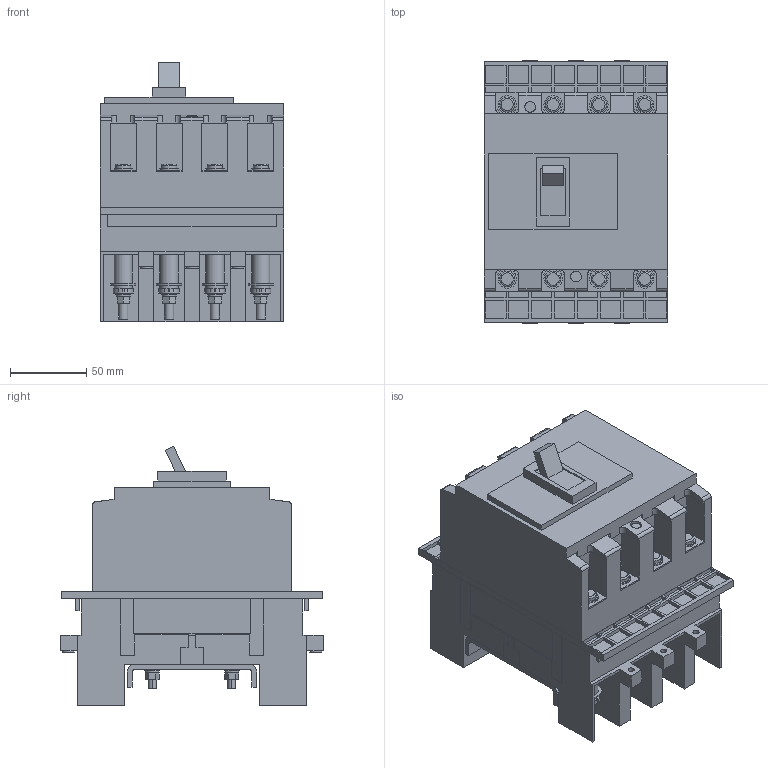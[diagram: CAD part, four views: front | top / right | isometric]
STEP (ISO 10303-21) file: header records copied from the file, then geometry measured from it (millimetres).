
FILE_DESCRIPTION (( 'STEP AP214' ), '1' );
FILE_NAME ('PS125NF4MB.STEP', '2023-02-28T10:39:32', ( 'CAD' ), ( '' ), 'SwSTEP 2.0', 'SolidWorks 2015', '' );
FILE_SCHEMA (( 'AUTOMOTIVE_DESIGN' ));
Length unit declared in the file: millimetre
Products named in the file (1): PS125NF4MB
Bounding box: 120 x 172 x 169.74 mm (x, y, z)
Volume: 1884496 mm3; surface area: 282683 mm2
Topology: 85 solids, 85 shells, 1217 faces, 2910 edges, 1936 vertices
Faces by surface type: plane 723, cylinder 470, torus 16, sphere 8
Entity records: 43161 total; most frequent: DIRECTION 6294, CARTESIAN_POINT 6124, ORIENTED_EDGE 5820, EDGE_CURVE 2910, AXIS2_PLACEMENT_3D 2186, VERTEX_POINT 1936, LINE 1922, VECTOR 1922
